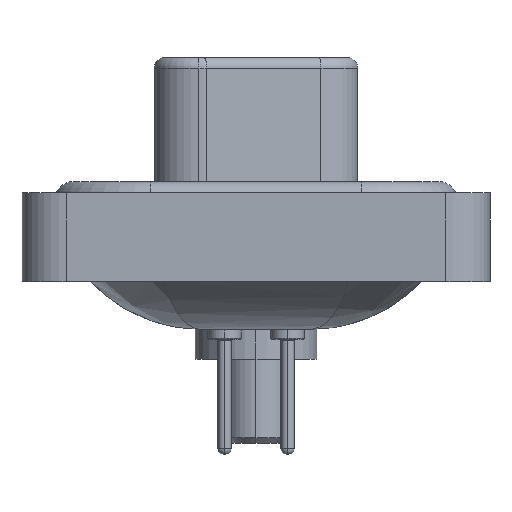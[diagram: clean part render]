
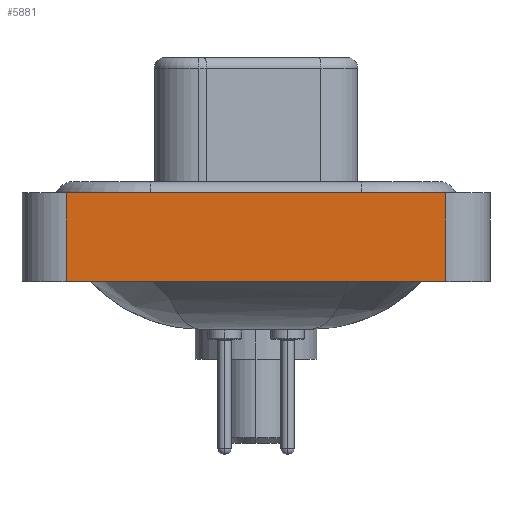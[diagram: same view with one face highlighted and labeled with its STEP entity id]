
A CAD part, left-side view. The second image highlights one B-rep face of the part: STEP entity #5881.
In plain terms, the highlighted planar face has unit normal (-1, 0, 0).
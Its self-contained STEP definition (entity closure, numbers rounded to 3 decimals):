
#677 = LINE ( 'NONE', #6090, #16523 ) ;
#712 = DIRECTION ( 'NONE',  ( 0., 0., 1. ) ) ;
#1117 = LINE ( 'NONE', #10589, #2212 ) ;
#1313 = LINE ( 'NONE', #12108, #6085 ) ;
#2212 = VECTOR ( 'NONE', #5300, 1000. ) ;
#2274 = PLANE ( 'NONE',  #9205 ) ;
#3060 = CARTESIAN_POINT ( 'NONE',  ( -7.25, -8.55, 0.4 ) ) ;
#3421 = VERTEX_POINT ( 'NONE', #3060 ) ;
#3787 = VECTOR ( 'NONE', #712, 1000. ) ;
#4239 = DIRECTION ( 'NONE',  ( 0., 0., 1. ) ) ;
#4494 = VERTEX_POINT ( 'NONE', #17306 ) ;
#5300 = DIRECTION ( 'NONE',  ( 0., -1., 0. ) ) ;
#5639 = EDGE_CURVE ( 'NONE', #4494, #3421, #1313, .T. ) ;
#5881 = ADVANCED_FACE ( 'NONE', ( #9188 ), #2274, .T. ) ;
#6085 = VECTOR ( 'NONE', #4239, 1000. ) ;
#6090 = CARTESIAN_POINT ( 'NONE',  ( -7.25, -8.55, -3.6 ) ) ;
#7134 = ORIENTED_EDGE ( 'NONE', *, *, #5639, .T. ) ;
#7672 = DIRECTION ( 'NONE',  ( -1., 0., 0. ) ) ;
#7862 = CARTESIAN_POINT ( 'NONE',  ( -7.25, -8.55, -3.6 ) ) ;
#8820 = DIRECTION ( 'NONE',  ( 0., 0., 1. ) ) ;
#9188 = FACE_OUTER_BOUND ( 'NONE', #14384, .T. ) ;
#9205 = AXIS2_PLACEMENT_3D ( 'NONE', #7862, #7672, #8820 ) ;
#9304 = EDGE_CURVE ( 'NONE', #16268, #3421, #1117, .T. ) ;
#9539 = ORIENTED_EDGE ( 'NONE', *, *, #15676, .T. ) ;
#10589 = CARTESIAN_POINT ( 'NONE',  ( -7.25, -8.55, 0.4 ) ) ;
#11552 = ORIENTED_EDGE ( 'NONE', *, *, #12797, .F. ) ;
#12108 = CARTESIAN_POINT ( 'NONE',  ( -7.25, -8.55, -3.6 ) ) ;
#12230 = ORIENTED_EDGE ( 'NONE', *, *, #9304, .F. ) ;
#12797 = EDGE_CURVE ( 'NONE', #13847, #16268, #15968, .T. ) ;
#12845 = CARTESIAN_POINT ( 'NONE',  ( -7.25, 8.55, -3.6 ) ) ;
#13847 = VERTEX_POINT ( 'NONE', #16320 ) ;
#14311 = CARTESIAN_POINT ( 'NONE',  ( -7.25, 8.55, 0.4 ) ) ;
#14384 = EDGE_LOOP ( 'NONE', ( #7134, #12230, #11552, #9539 ) ) ;
#15676 = EDGE_CURVE ( 'NONE', #13847, #4494, #677, .T. ) ;
#15968 = LINE ( 'NONE', #12845, #3787 ) ;
#16268 = VERTEX_POINT ( 'NONE', #14311 ) ;
#16320 = CARTESIAN_POINT ( 'NONE',  ( -7.25, 8.55, -3.6 ) ) ;
#16523 = VECTOR ( 'NONE', #16905, 1000. ) ;
#16905 = DIRECTION ( 'NONE',  ( 0., -1., 0. ) ) ;
#17306 = CARTESIAN_POINT ( 'NONE',  ( -7.25, -8.55, -3.6 ) ) ;
